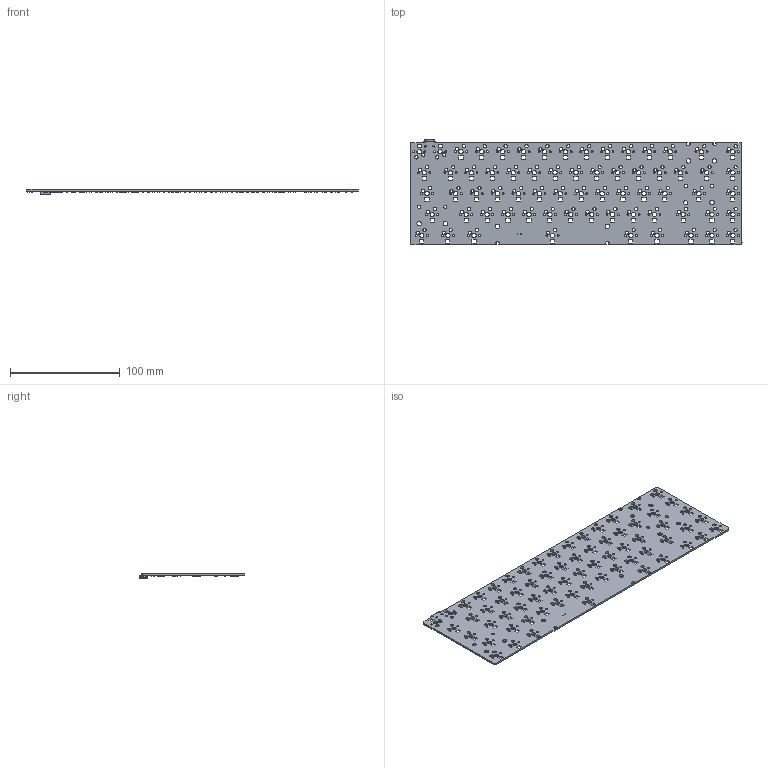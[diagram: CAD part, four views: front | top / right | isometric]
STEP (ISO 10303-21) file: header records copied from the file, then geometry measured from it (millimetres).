
FILE_DESCRIPTION(('KiCad electronic assembly'),'2;1');
FILE_NAME('Instant65_PCB.step','2022-10-05T20:37:25',('Pcbnew'),('Kicad' ),'Open CASCADE STEP processor 7.6','KiCad to STEP converter', 'Unknown');
FILE_SCHEMA(('AUTOMOTIVE_DESIGN { 1 0 10303 214 1 1 1 1 }'));
Length unit declared in the file: millimetre
Products named in the file (26): Instant65_PCB 1; R_0603_1608Metric; SOLID; SOT-23-6; D_SOD-123F; C_0603_1608Metric; C_0402_1005Metric; SOT-23; LQFP-48_7x7mm_P0.5mm; SW_SPST_TL3342; Fuse_1206_3216Metric; SW_SPDT_PCM12; HRO  TYPE-C-31-M-12; SOT-23-5; _autosave-Instant65 PCB
Assembly tree (189 placements, depth 3):
  Instant65_PCB 1
    R_0603_1608Metric  x71
      SOLID
    SOT-23-6
      SOLID
    D_SOD-123F  x68
      SOLID
    C_0603_1608Metric  x23
      SOLID
    C_0402_1005Metric  x6
      SOLID
    SOT-23
      SOLID
    LQFP-48_7x7mm_P0.5mm
      SOLID
    SW_SPST_TL3342
      SOLID
    Fuse_1206_3216Metric
      SOLID
    SW_SPDT_PCM12
      SOLID
    HRO  TYPE-C-31-M-12
      SOLID
    SOT-23-5
      SOLID
    _autosave-Instant65 PCB
Bounding box: 302.42 x 95.85 x 4.86 mm (x, y, z)
Volume: 40584.4 mm3; surface area: 60232.3 mm2
Topology: 177 solids, 178 shells, 6726 faces, 17116 edges, 10887 vertices
Faces by surface type: bspline 6063, cylinder 375, plane 288
Full cylindrical faces by diameter (mm): 0.65 x2, 0.9 x2, 1.75 x134, 3 x134, 3.048 x4, 3.988 x75
Entity records: 163825 total; most frequent: CARTESIAN_POINT 53076, ORIENTED_EDGE 12784, PCURVE 12784, DEFINITIONAL_REPRESENTATION 12784, B_SPLINE_CURVE_WITH_KNOTS 11799, DIRECTION 8389, EDGE_CURVE 6392, SURFACE_CURVE 6030
